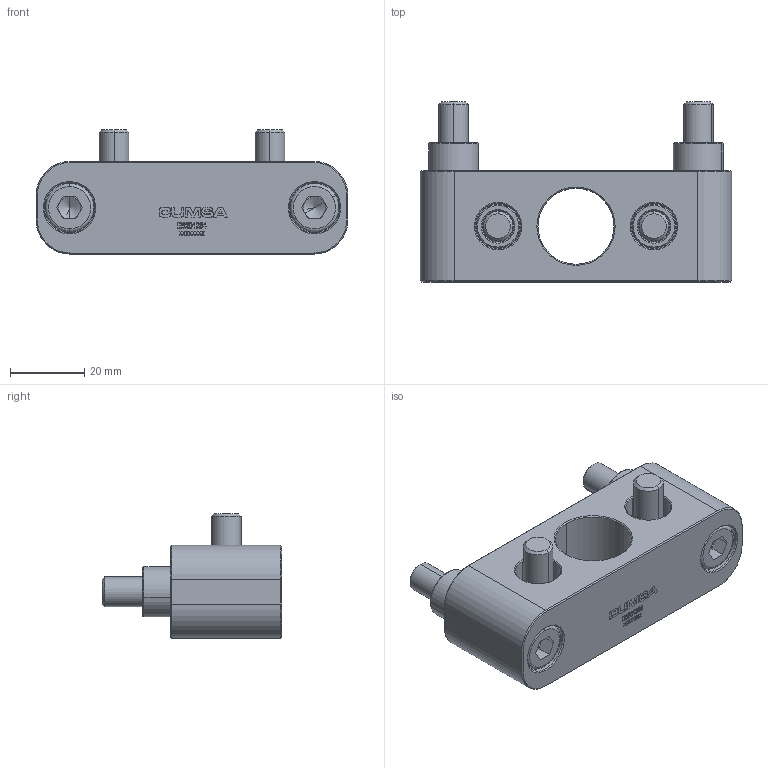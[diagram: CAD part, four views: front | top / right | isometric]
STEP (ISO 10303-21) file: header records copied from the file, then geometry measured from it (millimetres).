
FILE_DESCRIPTION (( 'STEP AP214' ), '1' );
FILE_NAME ('EB201234.STEP', '2021-08-04T06:15:05', ( '' ), ( '' ), 'SwSTEP 2.0', 'SolidWorks 2019', '' );
FILE_SCHEMA (( 'AUTOMOTIVE_DESIGN' ));
Length unit declared in the file: millimetre
Products named in the file (6): 1DIN912840_DIN 912 M8 x 40 --- 40C; 9EB201234-B; ZBS025; 9EB201234-A; EB201234; 1DIN912825_DIN 912 M8 x 25 --- 25C
Assembly tree (9 placements, depth 2):
  EB201234
    9EB201234-A
    ZBS025  x2
    9EB201234-B  x2
    1DIN912840_DIN 912 M8 x 40 --- 40C  x2
    1DIN912825_DIN 912 M8 x 25 --- 25C  x2
Bounding box: 84 x 48.5 x 33.5 mm (x, y, z)
Volume: 54000.6 mm3; surface area: 23980.9 mm2
Topology: 11 solids, 11 shells, 626 faces, 1546 edges, 976 vertices
Faces by surface type: plane 314, bspline 122, cone 92, cylinder 66, torus 32
Entity records: 21818 total; most frequent: CARTESIAN_POINT 9076, ORIENTED_EDGE 2692, DIRECTION 2152, EDGE_CURVE 1346, LINE 896, VECTOR 896, VERTEX_POINT 864, AXIS2_PLACEMENT_3D 628
